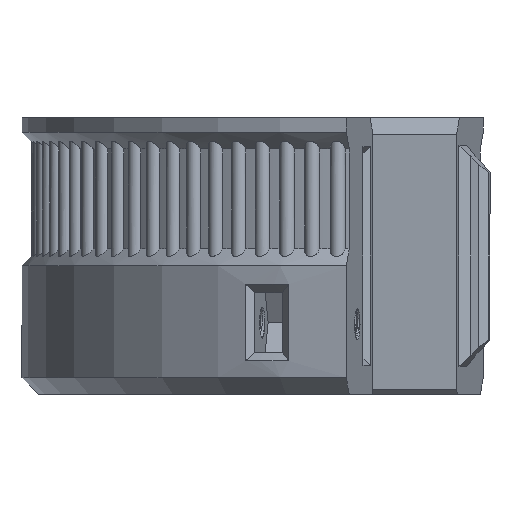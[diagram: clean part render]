
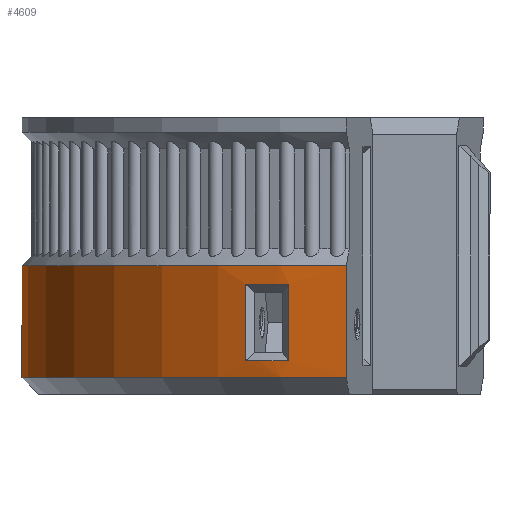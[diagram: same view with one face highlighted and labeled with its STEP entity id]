
A CAD part, left-side view. The second image highlights one B-rep face of the part: STEP entity #4609.
In plain terms, the highlighted cylindrical face has radius 47 mm (diameter 94 mm), a partial arc.
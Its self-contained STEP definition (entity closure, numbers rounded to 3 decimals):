
#31=FACE_BOUND('',#705,.T.);
#32=FACE_BOUND('',#706,.T.);
#351=B_SPLINE_CURVE_WITH_KNOTS('',3,(#22005,#22006,#22007,#22008,#22009,
#22010,#22011,#22012,#22013,#22014,#22015,#22016,#22017,#22018,#22019,#22020,
#22021,#22022,#22023,#22024,#22025,#22026,#22027,#22028,#22029,#22030,#22031,
#22032,#22033,#22034,#22035,#22036,#22037,#22038,#22039),.UNSPECIFIED.,
 .T.,.F.,(4,2,2,2,1,1,1,1,1,1,1,1,1,1,1,1,1,1,1,1,1,2,2,2,2,4),(0.,0.064,
0.128,0.256,0.552,0.7,
0.848,1.144,1.292,1.366,1.44,
1.514,1.551,1.588,1.662,1.736,
1.81,1.884,2.032,2.328,2.476,
2.624,2.857,2.985,3.049,3.113),
 .UNSPECIFIED.);
#464=FACE_OUTER_BOUND('',#704,.T.);
#704=EDGE_LOOP('',(#3399,#3400,#3401,#3402));
#705=EDGE_LOOP('',(#3403));
#706=EDGE_LOOP('',(#3404,#3405,#3406,#3407));
#898=CIRCLE('',#4903,47.);
#899=CIRCLE('',#4904,47.);
#900=CIRCLE('',#4905,47.);
#901=CIRCLE('',#4906,47.);
#1184=LINE('',#22000,#1499);
#1185=LINE('',#22003,#1500);
#1186=LINE('',#22044,#1501);
#1187=LINE('',#22047,#1502);
#1499=VECTOR('',#5605,10.);
#1500=VECTOR('',#5608,10.);
#1501=VECTOR('',#5611,10.);
#1502=VECTOR('',#5614,10.);
#2023=VERTEX_POINT('',#21996);
#2024=VERTEX_POINT('',#21997);
#2025=VERTEX_POINT('',#21999);
#2026=VERTEX_POINT('',#22001);
#2027=VERTEX_POINT('',#22004);
#2028=VERTEX_POINT('',#22040);
#2029=VERTEX_POINT('',#22041);
#2030=VERTEX_POINT('',#22043);
#2031=VERTEX_POINT('',#22045);
#2571=EDGE_CURVE('',#2023,#2024,#898,.F.);
#2572=EDGE_CURVE('',#2025,#2023,#1184,.T.);
#2573=EDGE_CURVE('',#2026,#2025,#899,.T.);
#2574=EDGE_CURVE('',#2024,#2026,#1185,.T.);
#2575=EDGE_CURVE('',#2027,#2027,#351,.T.);
#2576=EDGE_CURVE('',#2028,#2029,#900,.T.);
#2577=EDGE_CURVE('',#2030,#2028,#1186,.T.);
#2578=EDGE_CURVE('',#2031,#2030,#901,.T.);
#2579=EDGE_CURVE('',#2029,#2031,#1187,.T.);
#3399=ORIENTED_EDGE('',*,*,#2571,.F.);
#3400=ORIENTED_EDGE('',*,*,#2572,.F.);
#3401=ORIENTED_EDGE('',*,*,#2573,.F.);
#3402=ORIENTED_EDGE('',*,*,#2574,.F.);
#3403=ORIENTED_EDGE('',*,*,#2575,.F.);
#3404=ORIENTED_EDGE('',*,*,#2576,.F.);
#3405=ORIENTED_EDGE('',*,*,#2577,.F.);
#3406=ORIENTED_EDGE('',*,*,#2578,.F.);
#3407=ORIENTED_EDGE('',*,*,#2579,.F.);
#4450=CYLINDRICAL_SURFACE('',#4902,47.);
#4609=ADVANCED_FACE('',(#464,#31,#32),#4450,.T.);
#4902=AXIS2_PLACEMENT_3D('',#21995,#5601,#5602);
#4903=AXIS2_PLACEMENT_3D('',#21998,#5603,#5604);
#4904=AXIS2_PLACEMENT_3D('',#22002,#5606,#5607);
#4905=AXIS2_PLACEMENT_3D('',#22042,#5609,#5610);
#4906=AXIS2_PLACEMENT_3D('',#22046,#5612,#5613);
#5601=DIRECTION('center_axis',(0.,0.,
1.));
#5602=DIRECTION('ref_axis',(-0.984,0.178,0.));
#5603=DIRECTION('center_axis',(0.,0.,
-1.));
#5604=DIRECTION('ref_axis',(-0.984,0.178,0.));
#5605=DIRECTION('',(0.,0.,1.));
#5606=DIRECTION('center_axis',(0.,0.,
-1.));
#5607=DIRECTION('ref_axis',(-0.984,0.178,0.));
#5608=DIRECTION('',(0.,0.,-1.));
#5609=DIRECTION('center_axis',(0.,0.,
-1.));
#5610=DIRECTION('ref_axis',(-0.984,0.178,0.));
#5611=DIRECTION('',(0.,0.,1.));
#5612=DIRECTION('center_axis',(0.,0.,
1.));
#5613=DIRECTION('ref_axis',(-0.984,0.178,0.));
#5614=DIRECTION('',(0.,0.,-1.));
#21995=CARTESIAN_POINT('Origin',(-69.941,-0.133,-52.059));
#21996=CARTESIAN_POINT('',(-23.621,-8.097,-36.704));
#21997=CARTESIAN_POINT('',(-116.192,8.226,-36.704));
#21998=CARTESIAN_POINT('Origin',(-69.941,-0.133,-36.704));
#21999=CARTESIAN_POINT('',(-23.621,-8.097,-50.059));
#22000=CARTESIAN_POINT('',(-23.621,-8.097,-52.059));
#22001=CARTESIAN_POINT('',(-116.192,8.226,-50.059));
#22002=CARTESIAN_POINT('Origin',(-69.941,-0.133,-50.059));
#22003=CARTESIAN_POINT('',(-116.192,8.226,-52.059));
#22004=CARTESIAN_POINT('',(-30.403,25.279,-43.484));
#22005=CARTESIAN_POINT('Ctrl Pts',(-30.403,25.279,-43.484));
#22006=CARTESIAN_POINT('Ctrl Pts',(-30.403,25.279,-43.082));
#22007=CARTESIAN_POINT('Ctrl Pts',(-30.371,25.23,-42.677));
#22008=CARTESIAN_POINT('Ctrl Pts',(-30.253,25.044,-41.908));
#22009=CARTESIAN_POINT('Ctrl Pts',(-30.166,24.907,-41.546));
#22010=CARTESIAN_POINT('Ctrl Pts',(-29.857,24.413,-40.564));
#22011=CARTESIAN_POINT('Ctrl Pts',(-29.59,23.972,-40.051));
#22012=CARTESIAN_POINT('Ctrl Pts',(-28.763,22.557,-38.804));
#22013=CARTESIAN_POINT('Ctrl Pts',(-27.826,20.802,-38.15));
#22014=CARTESIAN_POINT('Ctrl Pts',(-26.808,18.563,-37.947));
#22015=CARTESIAN_POINT('Ctrl Pts',(-25.922,16.418,-38.054));
#22016=CARTESIAN_POINT('Ctrl Pts',(-25.106,14.055,-38.619));
#22017=CARTESIAN_POINT('Ctrl Pts',(-24.58,12.193,-39.526));
#22018=CARTESIAN_POINT('Ctrl Pts',(-24.295,11.079,-40.319));
#22019=CARTESIAN_POINT('Ctrl Pts',(-24.096,10.235,-41.178));
#22020=CARTESIAN_POINT('Ctrl Pts',(-23.97,9.652,-42.226));
#22021=CARTESIAN_POINT('Ctrl Pts',(-23.93,9.458,-43.356));
#22022=CARTESIAN_POINT('Ctrl Pts',(-23.954,9.573,-44.532));
#22023=CARTESIAN_POINT('Ctrl Pts',(-24.072,10.125,-45.644));
#22024=CARTESIAN_POINT('Ctrl Pts',(-24.265,10.955,-46.543));
#22025=CARTESIAN_POINT('Ctrl Pts',(-24.48,11.806,-47.177));
#22026=CARTESIAN_POINT('Ctrl Pts',(-24.768,12.865,-47.784));
#22027=CARTESIAN_POINT('Ctrl Pts',(-25.351,14.812,-48.582));
#22028=CARTESIAN_POINT('Ctrl Pts',(-26.2,17.136,-49.003));
#22029=CARTESIAN_POINT('Ctrl Pts',(-27.113,19.253,-48.989));
#22030=CARTESIAN_POINT('Ctrl Pts',(-27.667,20.419,-48.802));
#22031=CARTESIAN_POINT('Ctrl Pts',(-28.404,21.883,-48.386));
#22032=CARTESIAN_POINT('Ctrl Pts',(-28.887,22.766,-47.979));
#22033=CARTESIAN_POINT('Ctrl Pts',(-29.59,23.972,-46.917));
#22034=CARTESIAN_POINT('Ctrl Pts',(-29.857,24.413,-46.404));
#22035=CARTESIAN_POINT('Ctrl Pts',(-30.166,24.907,-45.422));
#22036=CARTESIAN_POINT('Ctrl Pts',(-30.252,25.044,-45.06));
#22037=CARTESIAN_POINT('Ctrl Pts',(-30.371,25.23,-44.291));
#22038=CARTESIAN_POINT('Ctrl Pts',(-30.403,25.279,-43.885));
#22039=CARTESIAN_POINT('Ctrl Pts',(-30.403,25.279,-43.484));
#22040=CARTESIAN_POINT('',(-114.409,15.084,-38.909));
#22041=CARTESIAN_POINT('',(-112.293,20.247,-38.909));
#22042=CARTESIAN_POINT('Origin',(-69.941,-0.133,-38.909));
#22043=CARTESIAN_POINT('',(-114.409,15.084,-48.059));
#22044=CARTESIAN_POINT('',(-114.409,15.084,-52.059));
#22045=CARTESIAN_POINT('',(-112.293,20.247,-48.059));
#22046=CARTESIAN_POINT('Origin',(-69.941,-0.133,-48.059));
#22047=CARTESIAN_POINT('',(-112.293,20.247,-52.059));
